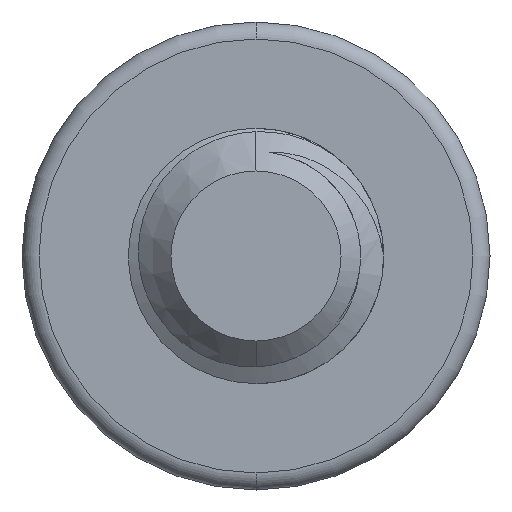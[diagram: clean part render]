
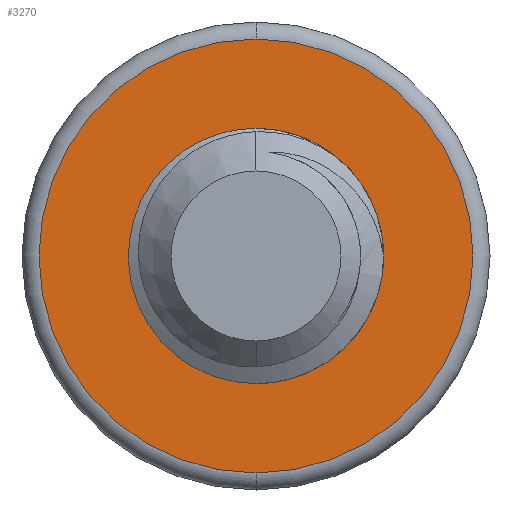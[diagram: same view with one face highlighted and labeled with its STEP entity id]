
A CAD part, front view. The second image highlights one B-rep face of the part: STEP entity #3270.
In plain terms, the highlighted planar face has unit normal (0, -1, 0).
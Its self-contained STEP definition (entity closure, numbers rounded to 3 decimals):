
#4 = PLANE ( 'NONE',  #1107 ) ;
#13 = CARTESIAN_POINT ( 'NONE',  ( 1.468, 8., -0.222 ) ) ;
#31 = CARTESIAN_POINT ( 'NONE',  ( 0.629, 8., -1.214 ) ) ;
#49 = CARTESIAN_POINT ( 'NONE',  ( 0.409, 8., -1.283 ) ) ;
#93 = CARTESIAN_POINT ( 'NONE',  ( 0.026, 8., 1.412 ) ) ;
#224 = CARTESIAN_POINT ( 'NONE',  ( -1.198, 8., -0.322 ) ) ;
#245 = CARTESIAN_POINT ( 'NONE',  ( 0., 8., 0. ) ) ;
#253 = CARTESIAN_POINT ( 'NONE',  ( -1.133, 8., 0.477 ) ) ;
#329 = EDGE_CURVE ( 'NONE', #2199, #766, #3336, .T. ) ;
#334 = EDGE_CURVE ( 'NONE', #1807, #1631, #2532, .T. ) ;
#362 = CARTESIAN_POINT ( 'NONE',  ( -0.947, 8., 0.891 ) ) ;
#483 = B_SPLINE_CURVE_WITH_KNOTS ( 'NONE', 3,
 ( #3764, #608, #13, #1852, #972, #933, #3107, #31, #49, #2441, #3993, #3129 ),
 .UNSPECIFIED., .F., .F.,
 ( 4, 2, 2, 2, 2, 4 ),
 ( 0., 0., 0.001, 0.001, 0.002, 0.003 ),
 .UNSPECIFIED. ) ;
#608 = CARTESIAN_POINT ( 'NONE',  ( 1.491, 8., -0.112 ) ) ;
#620 = DIRECTION ( 'NONE',  ( 0., 1., 0. ) ) ;
#675 = CARTESIAN_POINT ( 'NONE',  ( 0.897, 8., 1.197 ) ) ;
#733 = DIRECTION ( 'NONE',  ( 0., 0., 1. ) ) ;
#766 = VERTEX_POINT ( 'NONE', #253 ) ;
#786 = DIRECTION ( 'NONE',  ( 0., 1., 0. ) ) ;
#838 = CARTESIAN_POINT ( 'NONE',  ( -1.133, 8., 0.477 ) ) ;
#839 = CARTESIAN_POINT ( 'NONE',  ( 1.07, 8., 1.051 ) ) ;
#877 = B_SPLINE_CURVE_WITH_KNOTS ( 'NONE', 3,
 ( #2522, #3171, #362, #3441, #1200, #93, #1818, #1916, #675, #3051 ),
 .UNSPECIFIED., .F., .F.,
 ( 4, 2, 2, 2, 4 ),
 ( 0., 0.001, 0.001, 0.002, 0.003 ),
 .UNSPECIFIED. ) ;
#933 = CARTESIAN_POINT ( 'NONE',  ( 1.175, 8., -0.82 ) ) ;
#955 = DIRECTION ( 'NONE',  ( 0., -1., 0. ) ) ;
#972 = CARTESIAN_POINT ( 'NONE',  ( 1.35, 8., -0.536 ) ) ;
#997 = ORIENTED_EDGE ( 'NONE', *, *, #2099, .T. ) ;
#1107 = AXIS2_PLACEMENT_3D ( 'NONE', #3391, #620, #3713 ) ;
#1125 = CARTESIAN_POINT ( 'NONE',  ( -1.229, 8., 0.166 ) ) ;
#1149 = EDGE_LOOP ( 'NONE', ( #2092, #1233 ) ) ;
#1200 = CARTESIAN_POINT ( 'NONE',  ( -0.409, 8., 1.304 ) ) ;
#1233 = ORIENTED_EDGE ( 'NONE', *, *, #1831, .T. ) ;
#1309 = AXIS2_PLACEMENT_3D ( 'NONE', #245, #2735, #3982 ) ;
#1370 = ORIENTED_EDGE ( 'NONE', *, *, #2288, .T. ) ;
#1557 = CIRCLE ( 'NONE', #2899, 2.55 ) ;
#1569 = FACE_OUTER_BOUND ( 'NONE', #1149, .T. ) ;
#1631 = VERTEX_POINT ( 'NONE', #3600 ) ;
#1654 = EDGE_LOOP ( 'NONE', ( #1370, #997, #2290, #2405 ) ) ;
#1721 = CARTESIAN_POINT ( 'NONE',  ( -0.751, 8., -0.986 ) ) ;
#1739 = AXIS2_PLACEMENT_3D ( 'NONE', #3826, #786, #733 ) ;
#1763 = CARTESIAN_POINT ( 'NONE',  ( -1.197, 8., 0.326 ) ) ;
#1807 = VERTEX_POINT ( 'NONE', #3766 ) ;
#1818 = CARTESIAN_POINT ( 'NONE',  ( 0.257, 8., 1.413 ) ) ;
#1831 = EDGE_CURVE ( 'NONE', #1631, #1807, #1557, .T. ) ;
#1852 = CARTESIAN_POINT ( 'NONE',  ( 1.399, 8., -0.433 ) ) ;
#1916 = CARTESIAN_POINT ( 'NONE',  ( 0.694, 8., 1.305 ) ) ;
#1917 = CARTESIAN_POINT ( 'NONE',  ( 0., 8., 0. ) ) ;
#2092 = ORIENTED_EDGE ( 'NONE', *, *, #334, .T. ) ;
#2099 = EDGE_CURVE ( 'NONE', #3853, #2199, #483, .T. ) ;
#2199 = VERTEX_POINT ( 'NONE', #2242 ) ;
#2242 = CARTESIAN_POINT ( 'NONE',  ( -0.461, 8., -1.14 ) ) ;
#2288 = EDGE_CURVE ( 'NONE', #3658, #3853, #3750, .T. ) ;
#2290 = ORIENTED_EDGE ( 'NONE', *, *, #329, .T. ) ;
#2405 = ORIENTED_EDGE ( 'NONE', *, *, #2892, .T. ) ;
#2441 = CARTESIAN_POINT ( 'NONE',  ( -0.038, 8., -1.298 ) ) ;
#2522 = CARTESIAN_POINT ( 'NONE',  ( -1.133, 8., 0.477 ) ) ;
#2532 = CIRCLE ( 'NONE', #1309, 2.55 ) ;
#2657 = CARTESIAN_POINT ( 'NONE',  ( -0.981, 8., -0.759 ) ) ;
#2735 = DIRECTION ( 'NONE',  ( 0., -1., 0. ) ) ;
#2892 = EDGE_CURVE ( 'NONE', #766, #3658, #877, .T. ) ;
#2899 = AXIS2_PLACEMENT_3D ( 'NONE', #1917, #955, #3150 ) ;
#3051 = CARTESIAN_POINT ( 'NONE',  ( 1.07, 8., 1.051 ) ) ;
#3107 = CARTESIAN_POINT ( 'NONE',  ( 1.012, 8., -0.982 ) ) ;
#3129 = CARTESIAN_POINT ( 'NONE',  ( -0.461, 8., -1.14 ) ) ;
#3150 = DIRECTION ( 'NONE',  ( 0., 0., 1. ) ) ;
#3171 = CARTESIAN_POINT ( 'NONE',  ( -1.07, 8., 0.695 ) ) ;
#3270 = ADVANCED_FACE ( 'NONE', ( #1569, #3731 ), #4, .F. ) ;
#3336 = B_SPLINE_CURVE_WITH_KNOTS ( 'NONE', 3,
 ( #3606, #3648, #1721, #2657, #3963, #224, #3899, #1125, #1763, #838 ),
 .UNSPECIFIED., .F., .F.,
 ( 4, 2, 2, 2, 4 ),
 ( 0., 0., 0.001, 0.001, 0.002 ),
 .UNSPECIFIED. ) ;
#3391 = CARTESIAN_POINT ( 'NONE',  ( 0., 8., 0. ) ) ;
#3441 = CARTESIAN_POINT ( 'NONE',  ( -0.617, 8., 1.196 ) ) ;
#3600 = CARTESIAN_POINT ( 'NONE',  ( 0., 8., -2.55 ) ) ;
#3606 = CARTESIAN_POINT ( 'NONE',  ( -0.461, 8., -1.14 ) ) ;
#3648 = CARTESIAN_POINT ( 'NONE',  ( -0.613, 8., -1.078 ) ) ;
#3658 = VERTEX_POINT ( 'NONE', #839 ) ;
#3713 = DIRECTION ( 'NONE',  ( 0., 0., 1. ) ) ;
#3731 = FACE_BOUND ( 'NONE', #1654, .T. ) ;
#3750 = CIRCLE ( 'NONE', #1739, 1.5 ) ;
#3764 = CARTESIAN_POINT ( 'NONE',  ( 1.5, 8., 0. ) ) ;
#3766 = CARTESIAN_POINT ( 'NONE',  ( 0., 8., 2.55 ) ) ;
#3771 = CARTESIAN_POINT ( 'NONE',  ( 1.5, 8., 0. ) ) ;
#3826 = CARTESIAN_POINT ( 'NONE',  ( 0., 8., 0. ) ) ;
#3853 = VERTEX_POINT ( 'NONE', #3771 ) ;
#3899 = CARTESIAN_POINT ( 'NONE',  ( -1.23, 8., -0.16 ) ) ;
#3963 = CARTESIAN_POINT ( 'NONE',  ( -1.073, 8., -0.621 ) ) ;
#3982 = DIRECTION ( 'NONE',  ( 0., 0., 1. ) ) ;
#3993 = CARTESIAN_POINT ( 'NONE',  ( -0.262, 8., -1.247 ) ) ;
